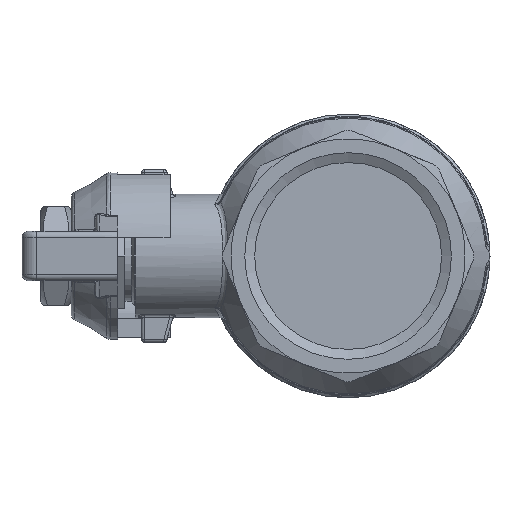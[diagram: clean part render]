
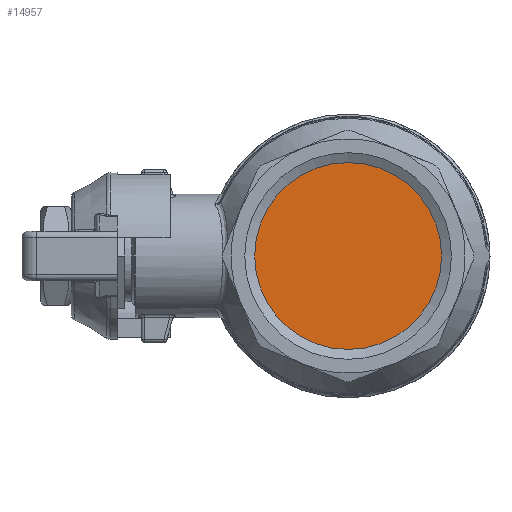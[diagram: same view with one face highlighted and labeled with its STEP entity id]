
A CAD part, left-side view. The second image highlights one B-rep face of the part: STEP entity #14957.
In plain terms, the highlighted planar face has unit normal (-1, 0, 0).
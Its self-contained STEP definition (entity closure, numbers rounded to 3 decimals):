
#3508 = DIRECTION ( 'NONE',  ( 1., 0., 0. ) ) ;
#4891 = DIRECTION ( 'NONE',  ( -1., 0., 0. ) ) ;
#7519 = EDGE_CURVE ( 'NONE', #12342, #12342, #20505, .T. ) ;
#9147 = EDGE_LOOP ( 'NONE', ( #24950 ) ) ;
#9501 = FACE_OUTER_BOUND ( 'NONE', #9147, .T. ) ;
#10917 = PLANE ( 'NONE',  #12672 ) ;
#12342 = VERTEX_POINT ( 'NONE', #22302 ) ;
#12672 = AXIS2_PLACEMENT_3D ( 'NONE', #16842, #3508, #17216 ) ;
#14244 = AXIS2_PLACEMENT_3D ( 'NONE', #16937, #4891, #14861 ) ;
#14861 = DIRECTION ( 'NONE',  ( 0., 0., 1. ) ) ;
#14957 = ADVANCED_FACE ( 'NONE', ( #9501 ), #10917, .F. ) ;
#16842 = CARTESIAN_POINT ( 'NONE',  ( -37.5, -15.145, 0. ) ) ;
#16937 = CARTESIAN_POINT ( 'NONE',  ( -37.5, 0., 0. ) ) ;
#17216 = DIRECTION ( 'NONE',  ( 0., 1., 0. ) ) ;
#20505 = CIRCLE ( 'NONE', #14244, 15.145 ) ;
#22302 = CARTESIAN_POINT ( 'NONE',  ( -37.5, 0., 15.146 ) ) ;
#24950 = ORIENTED_EDGE ( 'NONE', *, *, #7519, .T. ) ;
